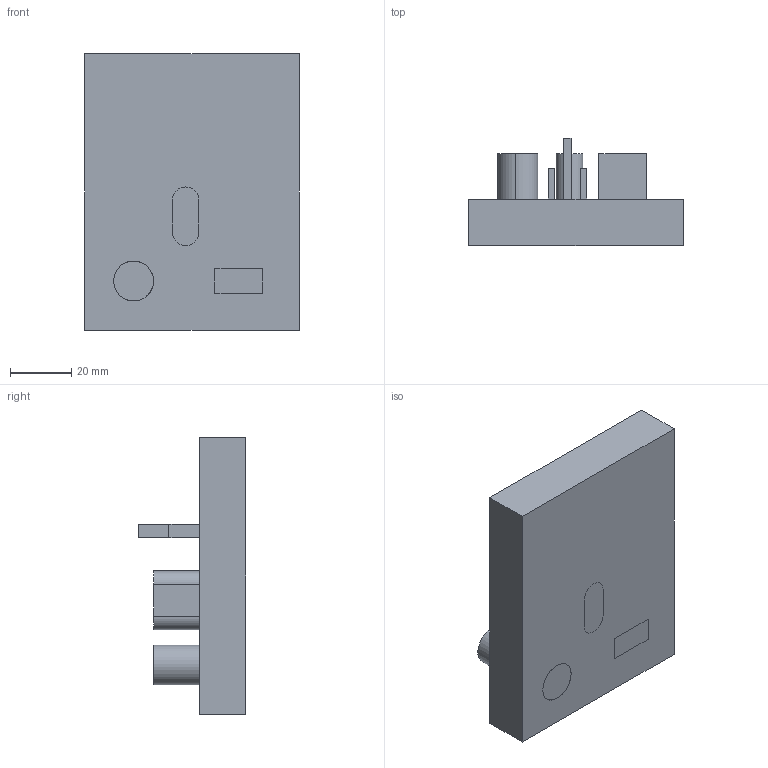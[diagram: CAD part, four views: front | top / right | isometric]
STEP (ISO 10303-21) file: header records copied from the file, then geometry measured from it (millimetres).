
FILE_DESCRIPTION (( 'STEP AP214' ), '1' );
FILE_NAME ('Smiley_assembled.STEP', '2021-02-02T20:51:12', ( '' ), ( '' ), 'SwSTEP 2.0', 'SolidWorks 2019', '' );
FILE_SCHEMA (( 'AUTOMOTIVE_DESIGN' ));
Length unit declared in the file: millimetre
Products named in the file (6): Smiley_assembled; Part_Smiely_teeth; Part_Smiely_rectangle eye; Part_Smiely_nose; Part_Smiely_round eye; Part_Smiely_Base part
Assembly tree (5 placements, depth 2):
  Smiley_assembled
    Part_Smiely_Base part
    Part_Smiely_nose
    Part_Smiely_rectangle eye
    Part_Smiely_round eye
    Part_Smiely_teeth
Bounding box: 70 x 35 x 90 mm (x, y, z)
Volume: 99628.4 mm3; surface area: 25348.2 mm2
Topology: 7 solids, 7 shells, 57 faces, 126 edges, 84 vertices
Faces by surface type: plane 45, cylinder 12
Entity records: 1836 total; most frequent: DIRECTION 280, CARTESIAN_POINT 275, ORIENTED_EDGE 252, EDGE_CURVE 126, VECTOR 102, LINE 102, AXIS2_PLACEMENT_3D 89, VERTEX_POINT 84
